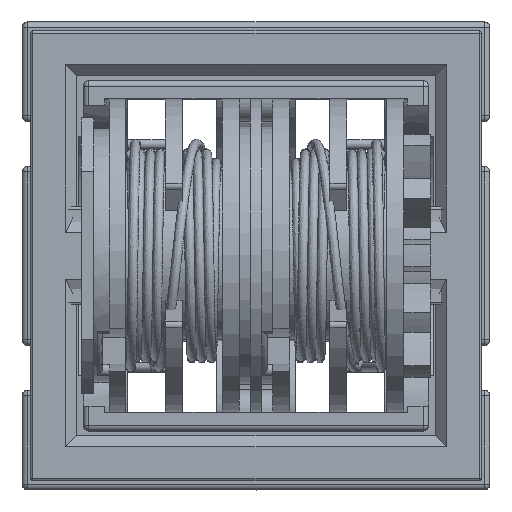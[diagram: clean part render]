
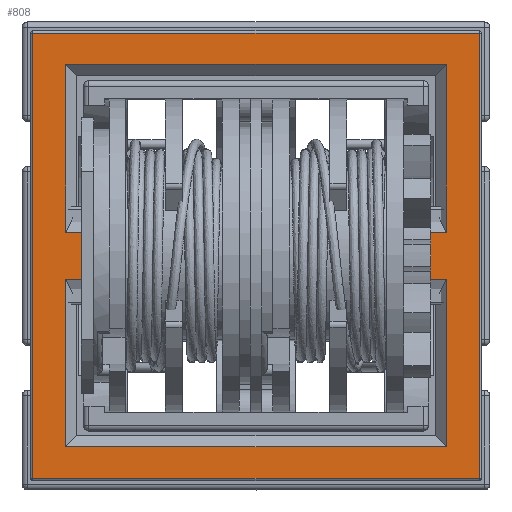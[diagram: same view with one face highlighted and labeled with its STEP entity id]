
A CAD part, top view. The second image highlights one B-rep face of the part: STEP entity #808.
In plain terms, the highlighted face is planar.
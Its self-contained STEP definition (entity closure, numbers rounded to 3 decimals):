
#808 = ADVANCED_FACE( '', ( #2201, #2202, #2203 ), #2204, .T. );
#2201 = FACE_OUTER_BOUND( '', #4276, .T. );
#2202 = FACE_BOUND( '', #4277, .T. );
#2203 = FACE_BOUND( '', #4278, .T. );
#2204 = PLANE( '', #4279 );
#4276 = EDGE_LOOP( '', ( #9089, #9090, #9091, #9092 ) );
#4277 = EDGE_LOOP( '', ( #9093, #9094, #9095, #9096 ) );
#4278 = EDGE_LOOP( '', ( #9097, #9098, #9099, #9100 ) );
#4279 = AXIS2_PLACEMENT_3D( '', #9101, #9102, #9103 );
#9089 = ORIENTED_EDGE( '', *, *, #14567, .T. );
#9090 = ORIENTED_EDGE( '', *, *, #14568, .T. );
#9091 = ORIENTED_EDGE( '', *, *, #14569, .T. );
#9092 = ORIENTED_EDGE( '', *, *, #14570, .T. );
#9093 = ORIENTED_EDGE( '', *, *, #14571, .T. );
#9094 = ORIENTED_EDGE( '', *, *, #14572, .T. );
#9095 = ORIENTED_EDGE( '', *, *, #14573, .T. );
#9096 = ORIENTED_EDGE( '', *, *, #14574, .T. );
#9097 = ORIENTED_EDGE( '', *, *, #14575, .T. );
#9098 = ORIENTED_EDGE( '', *, *, #14576, .T. );
#9099 = ORIENTED_EDGE( '', *, *, #14577, .T. );
#9100 = ORIENTED_EDGE( '', *, *, #14578, .T. );
#9101 = CARTESIAN_POINT( '', ( -10.075, -2.185, -10.045 ) );
#9102 = DIRECTION( '', ( 0., -1., 0. ) );
#9103 = DIRECTION( '', ( 0., 0., -1. ) );
#14567 = EDGE_CURVE( '', #16850, #16851, #16852, .T. );
#14568 = EDGE_CURVE( '', #16851, #16853, #16854, .T. );
#14569 = EDGE_CURVE( '', #16853, #16855, #16856, .T. );
#14570 = EDGE_CURVE( '', #16855, #16850, #16857, .T. );
#14571 = EDGE_CURVE( '', #16858, #16859, #16860, .T. );
#14572 = EDGE_CURVE( '', #16859, #16861, #16862, .T. );
#14573 = EDGE_CURVE( '', #16861, #16863, #16864, .T. );
#14574 = EDGE_CURVE( '', #16863, #16858, #16865, .T. );
#14575 = EDGE_CURVE( '', #16866, #16867, #16868, .T. );
#14576 = EDGE_CURVE( '', #16867, #16869, #16870, .T. );
#14577 = EDGE_CURVE( '', #16869, #16871, #16872, .T. );
#14578 = EDGE_CURVE( '', #16871, #16866, #16873, .T. );
#16850 = VERTEX_POINT( '', #20072 );
#16851 = VERTEX_POINT( '', #20073 );
#16852 = LINE( '', #20074, #20075 );
#16853 = VERTEX_POINT( '', #20076 );
#16854 = LINE( '', #20077, #20078 );
#16855 = VERTEX_POINT( '', #20079 );
#16856 = LINE( '', #20080, #20081 );
#16857 = LINE( '', #20082, #20083 );
#16858 = VERTEX_POINT( '', #20084 );
#16859 = VERTEX_POINT( '', #20085 );
#16860 = LINE( '', #20086, #20087 );
#16861 = VERTEX_POINT( '', #20088 );
#16862 = LINE( '', #20089, #20090 );
#16863 = VERTEX_POINT( '', #20091 );
#16864 = LINE( '', #20092, #20093 );
#16865 = LINE( '', #20094, #20095 );
#16866 = VERTEX_POINT( '', #20096 );
#16867 = VERTEX_POINT( '', #20097 );
#16868 = LINE( '', #20098, #20099 );
#16869 = VERTEX_POINT( '', #20100 );
#16870 = LINE( '', #20101, #20102 );
#16871 = VERTEX_POINT( '', #20103 );
#16872 = LINE( '', #20104, #20105 );
#16873 = LINE( '', #20106, #20107 );
#20072 = CARTESIAN_POINT( '', ( -9.975, -2.185, 9.945 ) );
#20073 = CARTESIAN_POINT( '', ( -9.975, -2.185, -9.945 ) );
#20074 = CARTESIAN_POINT( '', ( -9.975, -2.185, -10.045 ) );
#20075 = VECTOR( '', #24356, 1000. );
#20076 = CARTESIAN_POINT( '', ( 9.975, -2.185, -9.945 ) );
#20077 = CARTESIAN_POINT( '', ( 10.075, -2.185, -9.945 ) );
#20078 = VECTOR( '', #24357, 1000. );
#20079 = CARTESIAN_POINT( '', ( 9.975, -2.185, 9.945 ) );
#20080 = CARTESIAN_POINT( '', ( 9.975, -2.185, 10.045 ) );
#20081 = VECTOR( '', #24358, 1000. );
#20082 = CARTESIAN_POINT( '', ( -10.075, -2.185, 9.945 ) );
#20083 = VECTOR( '', #24359, 1000. );
#20084 = CARTESIAN_POINT( '', ( -8.5, -2.185, -8.545 ) );
#20085 = CARTESIAN_POINT( '', ( -8.5, -2.185, -1.05 ) );
#20086 = CARTESIAN_POINT( '', ( -8.5, -2.185, -2.05 ) );
#20087 = VECTOR( '', #24360, 1000. );
#20088 = CARTESIAN_POINT( '', ( 8.5, -2.185, -1.05 ) );
#20089 = CARTESIAN_POINT( '', ( 8.5, -2.185, -1.05 ) );
#20090 = VECTOR( '', #24361, 1000. );
#20091 = CARTESIAN_POINT( '', ( 8.5, -2.185, -8.545 ) );
#20092 = CARTESIAN_POINT( '', ( 8.5, -2.185, -8.045 ) );
#20093 = VECTOR( '', #24362, 1000. );
#20094 = CARTESIAN_POINT( '', ( -8., -2.185, -8.545 ) );
#20095 = VECTOR( '', #24363, 1000. );
#20096 = CARTESIAN_POINT( '', ( 8.5, -2.185, 1.05 ) );
#20097 = CARTESIAN_POINT( '', ( -8.5, -2.185, 1.05 ) );
#20098 = CARTESIAN_POINT( '', ( -10.075, -2.185, 1.05 ) );
#20099 = VECTOR( '', #24364, 1000. );
#20100 = CARTESIAN_POINT( '', ( -8.5, -2.185, 8.545 ) );
#20101 = CARTESIAN_POINT( '', ( -8.5, -2.185, -10.045 ) );
#20102 = VECTOR( '', #24365, 1000. );
#20103 = CARTESIAN_POINT( '', ( 8.5, -2.185, 8.545 ) );
#20104 = CARTESIAN_POINT( '', ( -10.075, -2.185, 8.545 ) );
#20105 = VECTOR( '', #24366, 1000. );
#20106 = CARTESIAN_POINT( '', ( 8.5, -2.185, -10.045 ) );
#20107 = VECTOR( '', #24367, 1000. );
#24356 = DIRECTION( '', ( 0., 0., -1. ) );
#24357 = DIRECTION( '', ( 1., 0., 0. ) );
#24358 = DIRECTION( '', ( 0., 0., 1. ) );
#24359 = DIRECTION( '', ( -1., 0., 0. ) );
#24360 = DIRECTION( '', ( 0., 0., 1. ) );
#24361 = DIRECTION( '', ( 1., 0., 0. ) );
#24362 = DIRECTION( '', ( 0., 0., -1. ) );
#24363 = DIRECTION( '', ( -1., 0., 0. ) );
#24364 = DIRECTION( '', ( -1., 0., 0. ) );
#24365 = DIRECTION( '', ( 0., 0., 1. ) );
#24366 = DIRECTION( '', ( 1., 0., 0. ) );
#24367 = DIRECTION( '', ( 0., 0., -1. ) );
